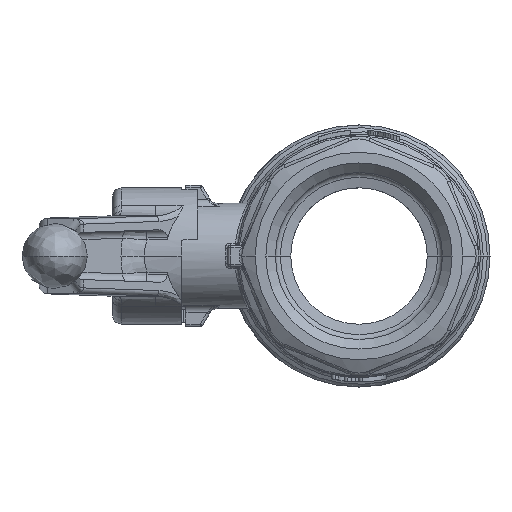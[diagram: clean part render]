
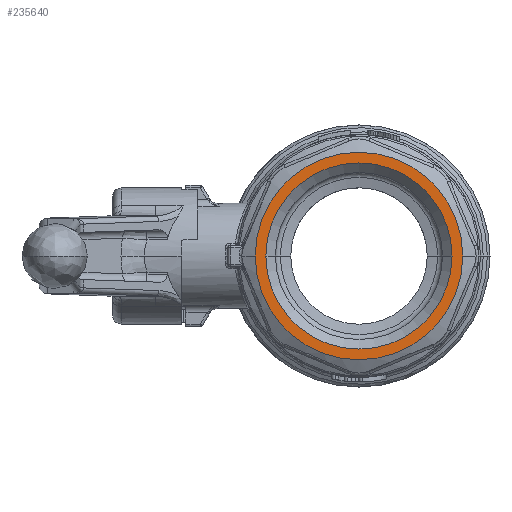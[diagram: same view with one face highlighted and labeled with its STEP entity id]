
A CAD part, left-side view. The second image highlights one B-rep face of the part: STEP entity #235640.
In plain terms, the highlighted planar face has unit normal (-1, 0, 0).
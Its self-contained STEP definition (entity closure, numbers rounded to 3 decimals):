
#213570=CARTESIAN_POINT('',(-41.98,19.,0.));
#213580=VERTEX_POINT('',#213570);
#213610=CARTESIAN_POINT('',(-41.98,0.,0.));
#213620=DIRECTION('',(-1.,-0.,-0.));
#213630=DIRECTION('',(0.,0.,1.));
#213640=AXIS2_PLACEMENT_3D('',#213610,#213620,#213630);
#213650=CIRCLE('',#213640,19.);
#213660=CARTESIAN_POINT('',(-41.98,0.,-19.));
#213670=VERTEX_POINT('',#213660);
#213680=EDGE_CURVE('',#213580,#213670,#213650,.T.);
#213700=CARTESIAN_POINT('',(-41.98,-19.,0.));
#213710=VERTEX_POINT('',#213700);
#213720=EDGE_CURVE('',#213670,#213710,#213650,.T.);
#235340=CARTESIAN_POINT('',(-41.98,17.05,0.));
#235350=DIRECTION('',(-1.,0.,-0.));
#235360=DIRECTION('',(0.,0.,1.));
#235370=AXIS2_PLACEMENT_3D('',#235340,#235350,#235360);
#235380=PLANE('',#235370);
#235390=EDGE_CURVE('',#213710,#213580,#213650,.T.);
#235400=ORIENTED_EDGE('',*,*,#235390,.T.);
#235410=ORIENTED_EDGE('',*,*,#213720,.T.);
#235420=ORIENTED_EDGE('',*,*,#213680,.T.);
#235430=EDGE_LOOP('',(#235420,#235410,#235400));
#235440=FACE_OUTER_BOUND('',#235430,.T.);
#235450=CARTESIAN_POINT('',(-41.98,0.,0.));
#235460=DIRECTION('',(-1.,-0.,-0.));
#235470=DIRECTION('',(0.,0.,1.));
#235480=AXIS2_PLACEMENT_3D('',#235450,#235460,#235470);
#235490=CIRCLE('',#235480,17.05);
#235500=CARTESIAN_POINT('',(-41.98,0.,17.05));
#235510=VERTEX_POINT('',#235500);
#235520=CARTESIAN_POINT('',(-41.98,17.05,0.));
#235530=VERTEX_POINT('',#235520);
#235540=EDGE_CURVE('',#235510,#235530,#235490,.T.);
#235550=ORIENTED_EDGE('',*,*,#235540,.F.);
#235560=CARTESIAN_POINT('',(-41.98,-17.05,0.));
#235570=VERTEX_POINT('',#235560);
#235580=EDGE_CURVE('',#235530,#235570,#235490,.T.);
#235590=ORIENTED_EDGE('',*,*,#235580,.F.);
#235600=EDGE_CURVE('',#235570,#235510,#235490,.T.);
#235610=ORIENTED_EDGE('',*,*,#235600,.F.);
#235620=EDGE_LOOP('',(#235610,#235590,#235550));
#235630=FACE_BOUND('',#235620,.T.);
#235640=ADVANCED_FACE('',(#235440,#235630),#235380,.T.);
